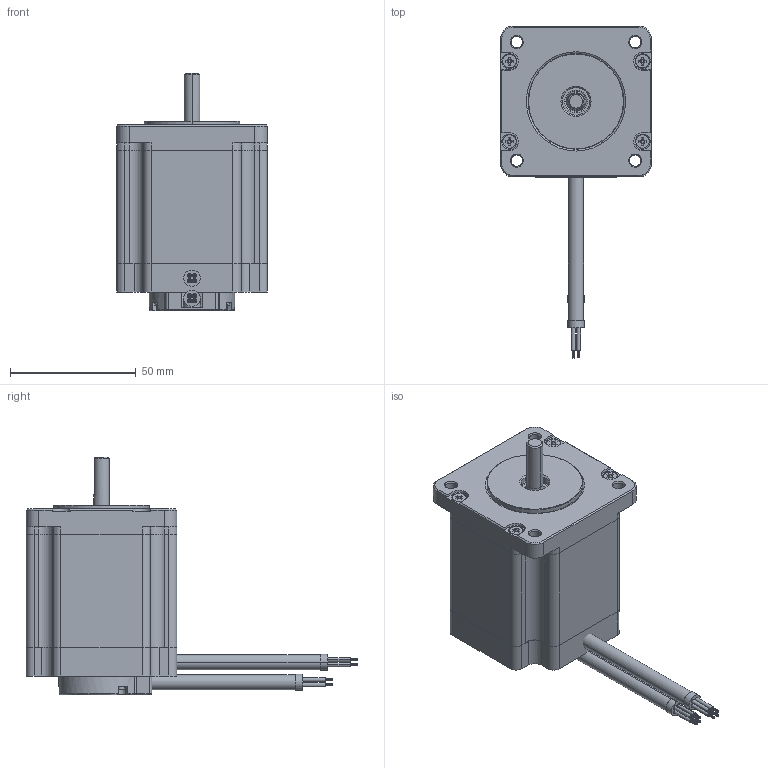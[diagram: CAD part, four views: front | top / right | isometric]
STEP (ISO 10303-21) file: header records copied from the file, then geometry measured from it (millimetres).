
FILE_DESCRIPTION((''),'2;1');
FILE_NAME('4611110015700_ASM','2023-02-09T12:51:07',('ms26442'),(''),'CREO PARAMETRIC BY PTC INC, 2018100','CREO PARAMETRIC BY PTC INC, 2018100','');
FILE_SCHEMA(('CONFIG_CONTROL_DESIGN'));
Products named in the file (31): 4613101100042_AF1; 4613102000242_AF0_ASM; 4613102100133_ASM; 3698153000204; 3698153000132; 4613104003474_ASM; 4613103006373_ASM; 4219121200687_AF0; 4219121302126_ASM; 4331101000003; 4332101203601_AF0; 4613105100075_AF1; 4613106100077_AF0_ASM; 4693220000044_AF0; 4613105100075_AF0; 4613106100077_AF1_ASM; 4613110000010_AF0; 4613105100075_AF3; 4613106100077_AF2_ASM; 4693220000044_AF1; 4613106100077_AF3_ASM; 4613107105453_ASM; 4294440200013_AF0; 4219121200724_AF0; 4219121302167_ASM; 4294404000320; 46111100015700_ASM; 4219122001208; 4294404000344; DIANJIXIANSHU; 4611110015700_ASM
Assembly tree (38 placements, depth 7):
  4611110015700_ASM
    46111100015700_ASM
      4613103006373_ASM
        4613104003474_ASM
          4613102100133_ASM
            4613102000242_AF0_ASM
              4613101100042_AF1
          3698153000204
          3698153000132
      4219121302126_ASM
        4219121200687_AF0
      4331101000003  x2
      4613107105453_ASM
        4332101203601_AF0
        4613106100077_AF0_ASM
          4613105100075_AF1
        4693220000044_AF0
        4613106100077_AF1_ASM
          4613105100075_AF0
        4613110000010_AF0
        4613106100077_AF2_ASM
          4613105100075_AF3
        4693220000044_AF1
        4613106100077_AF3_ASM
          4613105100075_AF0
      4294440200013_AF0
      4219121302167_ASM
        4219121200724_AF0
      4294404000320  x4
    4219122001208
    4294404000344  x3
    DIANJIXIANSHU  x2
Bounding box: 60 x 132 x 94.6 mm (x, y, z)
Volume: 167819.9 mm3; surface area: 130837 mm2
Topology: 44 solids, 55 shells, 3700 faces, 10294 edges, 6764 vertices
Faces by surface type: cylinder 1982, plane 1501, cone 113, torus 69, sphere 30, bspline 5
Entity records: 98943 total; most frequent: CARTESIAN_POINT 18352, DIRECTION 17661, ORIENTED_EDGE 16680, EDGE_CURVE 8352, AXIS2_PLACEMENT_3D 6435, VERTEX_POINT 5510, VECTOR 4791, LINE 4791
